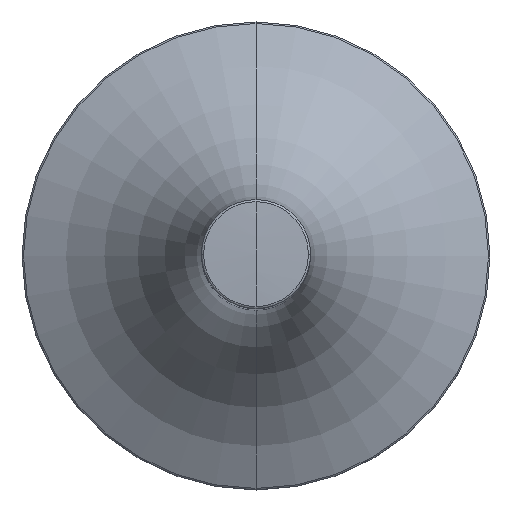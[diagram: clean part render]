
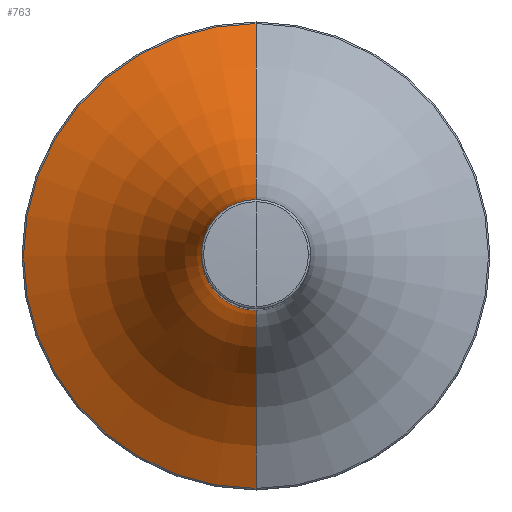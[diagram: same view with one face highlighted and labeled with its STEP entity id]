
A CAD part, top view. The second image highlights one B-rep face of the part: STEP entity #763.
In plain terms, the highlighted toroidal (fillet/blend) face has major radius 42.174 mm and minor radius 35.174 mm.
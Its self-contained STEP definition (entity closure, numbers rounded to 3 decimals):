
#13 = VERTEX_POINT ( 'NONE', #268 ) ;
#42 = VERTEX_POINT ( 'NONE', #489 ) ;
#52 = EDGE_CURVE ( 'NONE', #42, #465, #397, .T. ) ;
#151 = DIRECTION ( 'NONE',  ( 0., -1., 0. ) ) ;
#171 = AXIS2_PLACEMENT_3D ( 'NONE', #747, #241, #239 ) ;
#215 = DIRECTION ( 'NONE',  ( 0., 0., 1. ) ) ;
#228 = CARTESIAN_POINT ( 'NONE',  ( 0., 36.703, 0. ) ) ;
#239 = DIRECTION ( 'NONE',  ( 0., 0., 1. ) ) ;
#241 = DIRECTION ( 'NONE',  ( 0., 1., 0. ) ) ;
#257 = CARTESIAN_POINT ( 'NONE',  ( 0., 36.703, 7.001 ) ) ;
#268 = CARTESIAN_POINT ( 'NONE',  ( 0., 36.703, -7.001 ) ) ;
#301 = EDGE_CURVE ( 'NONE', #590, #465, #824, .T. ) ;
#379 = FACE_OUTER_BOUND ( 'NONE', #704, .T. ) ;
#397 = CIRCLE ( 'NONE', #171, 29.805 ) ;
#462 = AXIS2_PLACEMENT_3D ( 'NONE', #883, #878, #875 ) ;
#465 = VERTEX_POINT ( 'NONE', #566 ) ;
#489 = CARTESIAN_POINT ( 'NONE',  ( 0., 4.072, -29.805 ) ) ;
#518 = ORIENTED_EDGE ( 'NONE', *, *, #52, .T. ) ;
#522 = CIRCLE ( 'NONE', #462, 35.174 ) ;
#541 = ORIENTED_EDGE ( 'NONE', *, *, #301, .F. ) ;
#566 = CARTESIAN_POINT ( 'NONE',  ( 0., 4.072, 29.805 ) ) ;
#567 = EDGE_CURVE ( 'NONE', #590, #13, #961, .T. ) ;
#576 = TOROIDAL_SURFACE ( 'NONE', #616, 42.174, 35.174 ) ;
#590 = VERTEX_POINT ( 'NONE', #257 ) ;
#616 = AXIS2_PLACEMENT_3D ( 'NONE', #920, #889, #862 ) ;
#649 = AXIS2_PLACEMENT_3D ( 'NONE', #710, #743, #706 ) ;
#691 = ORIENTED_EDGE ( 'NONE', *, *, #735, .T. ) ;
#693 = ORIENTED_EDGE ( 'NONE', *, *, #567, .T. ) ;
#704 = EDGE_LOOP ( 'NONE', ( #693, #691, #518, #541 ) ) ;
#706 = DIRECTION ( 'NONE',  ( 0., 0., 1. ) ) ;
#710 = CARTESIAN_POINT ( 'NONE',  ( 0., 37., 42.174 ) ) ;
#735 = EDGE_CURVE ( 'NONE', #13, #42, #522, .T. ) ;
#743 = DIRECTION ( 'NONE',  ( -1., 0., 0. ) ) ;
#747 = CARTESIAN_POINT ( 'NONE',  ( 0., 4.072, 0. ) ) ;
#763 = ADVANCED_FACE ( 'NONE', ( #379 ), #576, .F. ) ;
#824 = CIRCLE ( 'NONE', #649, 35.174 ) ;
#862 = DIRECTION ( 'NONE',  ( 0., 0., 1. ) ) ;
#875 = DIRECTION ( 'NONE',  ( 0., 0., -1. ) ) ;
#878 = DIRECTION ( 'NONE',  ( 1., 0., 0. ) ) ;
#883 = CARTESIAN_POINT ( 'NONE',  ( 0., 37., -42.174 ) ) ;
#889 = DIRECTION ( 'NONE',  ( 0., 1., 0. ) ) ;
#920 = CARTESIAN_POINT ( 'NONE',  ( 0., 37., 0. ) ) ;
#961 = CIRCLE ( 'NONE', #999, 7.001 ) ;
#999 = AXIS2_PLACEMENT_3D ( 'NONE', #228, #151, #215 ) ;
